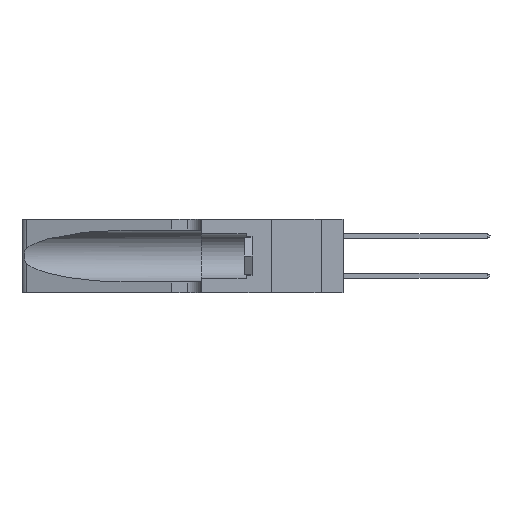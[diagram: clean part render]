
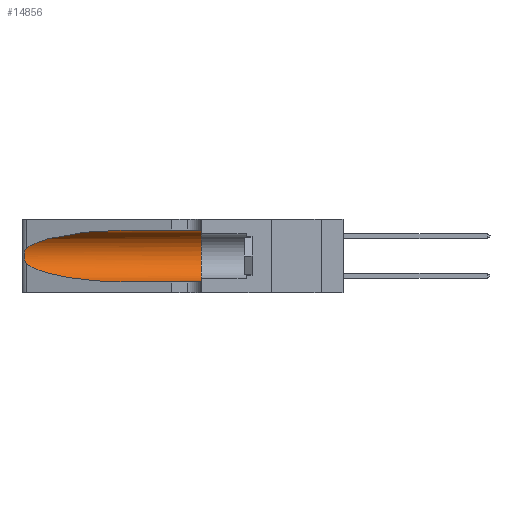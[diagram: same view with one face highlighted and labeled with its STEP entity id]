
A CAD part, left-side view. The second image highlights one B-rep face of the part: STEP entity #14856.
In plain terms, the highlighted cylindrical face has radius 3.308 mm (diameter 6.617 mm), a partial arc.
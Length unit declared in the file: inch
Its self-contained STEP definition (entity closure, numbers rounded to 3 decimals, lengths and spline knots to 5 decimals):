
#8 = CARTESIAN_POINT ( 'NONE',  ( 0.25487, 1.22718, 0.22369 ) ) ;
#99 = CARTESIAN_POINT ( 'NONE',  ( 0.25639, 1.23186, 0.15144 ) ) ;
#329 = LINE ( 'NONE', #12165, #15217 ) ;
#439 = EDGE_CURVE ( 'NONE', #3567, #22415, #1949, .T. ) ;
#964 =( BOUNDED_CURVE ( )  B_SPLINE_CURVE ( 3, ( #13136, #16872, #11188, #1515 ),
 .UNSPECIFIED., .F., .F. ) 
 B_SPLINE_CURVE_WITH_KNOTS ( ( 4, 4 ),
 ( 3.44316, 4.71239 ),
 .UNSPECIFIED. ) 
 CURVE ( )  GEOMETRIC_REPRESENTATION_ITEM ( )  RATIONAL_B_SPLINE_CURVE ( ( 1., 0.87, 0.87, 1. ) ) 
 REPRESENTATION_ITEM ( '' )  );
#1515 = CARTESIAN_POINT ( 'NONE',  ( 0.1305, 0.72297, 0.05475 ) ) ;
#1658 = CARTESIAN_POINT ( 'NONE',  ( 0.25487, 1.22718, 0.22369 ) ) ;
#1659 = CARTESIAN_POINT ( 'NONE',  ( 0.1305, 0.72297, 0.31525 ) ) ;
#1689 = CARTESIAN_POINT ( 'NONE',  ( 0.2373, 1.15595, 0.28018 ) ) ;
#1715 = CARTESIAN_POINT ( 'NONE',  ( 0.18966, 0.96281, 0.31525 ) ) ;
#1949 =( BOUNDED_CURVE ( )  B_SPLINE_CURVE ( 3, ( #1659, #1715, #1689, #1658 ),
 .UNSPECIFIED., .F., .F. ) 
 B_SPLINE_CURVE_WITH_KNOTS ( ( 4, 4 ),
 ( 1.5708, 2.84003 ),
 .UNSPECIFIED. ) 
 CURVE ( )  GEOMETRIC_REPRESENTATION_ITEM ( )  RATIONAL_B_SPLINE_CURVE ( ( 1., 0.87, 0.87, 1. ) ) 
 REPRESENTATION_ITEM ( '' )  );
#2132 = CARTESIAN_POINT ( 'NONE',  ( 0.25487, 1.22718, 0.14631 ) ) ;
#2275 = DIRECTION ( 'NONE',  ( 0., -1., 0. ) ) ;
#3567 = VERTEX_POINT ( 'NONE', #16609 ) ;
#4042 = CARTESIAN_POINT ( 'NONE',  ( 0.25639, 1.23184, 0.21858 ) ) ;
#4466 = B_SPLINE_CURVE_WITH_KNOTS ( 'NONE', 3,
 ( #8, #21156, #4042, #17448, #6024, #19364, #7969, #21237, #9887, #23133, #11793, #99, #13731, #2132 ),
 .UNSPECIFIED., .F., .F.,
 ( 4, 2, 2, 2, 2, 2, 4 ),
 ( 0., 0.00027, 0.00053, 0.00107, 0.0016, 0.00187, 0.00214 ),
 .UNSPECIFIED. ) ;
#5414 = EDGE_CURVE ( 'NONE', #6233, #8550, #964, .T. ) ;
#5665 = EDGE_CURVE ( 'NONE', #3567, #10667, #17604, .T. ) ;
#5999 = CYLINDRICAL_SURFACE ( 'NONE', #6676, 0.13025 ) ;
#6024 = CARTESIAN_POINT ( 'NONE',  ( 0.25854, 1.2359, 0.20912 ) ) ;
#6044 = AXIS2_PLACEMENT_3D ( 'NONE', #10287, #23542, #12197 ) ;
#6233 = VERTEX_POINT ( 'NONE', #17327 ) ;
#6676 = AXIS2_PLACEMENT_3D ( 'NONE', #23111, #9946, #11851 ) ;
#7969 = CARTESIAN_POINT ( 'NONE',  ( 0.26075, 1.23896, 0.19203 ) ) ;
#8407 = DIRECTION ( 'NONE',  ( 0., -1., 0. ) ) ;
#8550 = VERTEX_POINT ( 'NONE', #10173 ) ;
#9887 = CARTESIAN_POINT ( 'NONE',  ( 0.26017, 1.23833, 0.17102 ) ) ;
#9946 = DIRECTION ( 'NONE',  ( 0., -1., 0. ) ) ;
#10173 = CARTESIAN_POINT ( 'NONE',  ( 0.1305, 0.72297, 0.05475 ) ) ;
#10287 = CARTESIAN_POINT ( 'NONE',  ( 0.1305, 0.35, 0.185 ) ) ;
#10425 = ORIENTED_EDGE ( 'NONE', *, *, #5665, .F. ) ;
#10667 = VERTEX_POINT ( 'NONE', #19702 ) ;
#11188 = CARTESIAN_POINT ( 'NONE',  ( 0.18966, 0.96281, 0.05475 ) ) ;
#11793 = CARTESIAN_POINT ( 'NONE',  ( 0.25789, 1.23486, 0.15765 ) ) ;
#11851 = DIRECTION ( 'NONE',  ( 0., 0., -1. ) ) ;
#11935 = CARTESIAN_POINT ( 'NONE',  ( 0.1305, 1.61858, 0.31525 ) ) ;
#12165 = CARTESIAN_POINT ( 'NONE',  ( 0.1305, 1.61858, 0.05475 ) ) ;
#12197 = DIRECTION ( 'NONE',  ( 0., 0., 1. ) ) ;
#12552 = ORIENTED_EDGE ( 'NONE', *, *, #439, .T. ) ;
#12554 = VECTOR ( 'NONE', #2275, 39.37008 ) ;
#12635 = ORIENTED_EDGE ( 'NONE', *, *, #20403, .T. ) ;
#13136 = CARTESIAN_POINT ( 'NONE',  ( 0.25487, 1.22718, 0.14631 ) ) ;
#13731 = CARTESIAN_POINT ( 'NONE',  ( 0.25555, 1.22993, 0.14849 ) ) ;
#14856 = ADVANCED_FACE ( 'NONE', ( #21758 ), #5999, .F. ) ;
#15217 = VECTOR ( 'NONE', #8407, 39.37008 ) ;
#15413 = ORIENTED_EDGE ( 'NONE', *, *, #16156, .T. ) ;
#16156 = EDGE_CURVE ( 'NONE', #22415, #6233, #4466, .T. ) ;
#16275 = EDGE_CURVE ( 'NONE', #10667, #19135, #16438, .T. ) ;
#16438 = CIRCLE ( 'NONE', #6044, 0.13025 ) ;
#16609 = CARTESIAN_POINT ( 'NONE',  ( 0.1305, 0.72297, 0.31525 ) ) ;
#16872 = CARTESIAN_POINT ( 'NONE',  ( 0.2373, 1.15595, 0.08982 ) ) ;
#16975 = CARTESIAN_POINT ( 'NONE',  ( 0.1305, 0.35, 0.05475 ) ) ;
#17327 = CARTESIAN_POINT ( 'NONE',  ( 0.25487, 1.22718, 0.14631 ) ) ;
#17448 = CARTESIAN_POINT ( 'NONE',  ( 0.25787, 1.23484, 0.2124 ) ) ;
#17604 = LINE ( 'NONE', #11935, #12554 ) ;
#18325 = CARTESIAN_POINT ( 'NONE',  ( 0.25487, 1.22718, 0.22369 ) ) ;
#18542 = ORIENTED_EDGE ( 'NONE', *, *, #16275, .F. ) ;
#18655 = EDGE_LOOP ( 'NONE', ( #12552, #15413, #21886, #12635, #18542, #10425 ) ) ;
#19135 = VERTEX_POINT ( 'NONE', #16975 ) ;
#19364 = CARTESIAN_POINT ( 'NONE',  ( 0.26018, 1.23835, 0.19895 ) ) ;
#19702 = CARTESIAN_POINT ( 'NONE',  ( 0.1305, 0.35, 0.31525 ) ) ;
#20403 = EDGE_CURVE ( 'NONE', #8550, #19135, #329, .T. ) ;
#21156 = CARTESIAN_POINT ( 'NONE',  ( 0.25555, 1.22994, 0.2215 ) ) ;
#21237 = CARTESIAN_POINT ( 'NONE',  ( 0.26075, 1.23896, 0.178 ) ) ;
#21758 = FACE_OUTER_BOUND ( 'NONE', #18655, .T. ) ;
#21886 = ORIENTED_EDGE ( 'NONE', *, *, #5414, .T. ) ;
#22415 = VERTEX_POINT ( 'NONE', #18325 ) ;
#23111 = CARTESIAN_POINT ( 'NONE',  ( 0.1305, 1.61858, 0.185 ) ) ;
#23133 = CARTESIAN_POINT ( 'NONE',  ( 0.25856, 1.23593, 0.16098 ) ) ;
#23542 = DIRECTION ( 'NONE',  ( 0., 1., 0. ) ) ;
